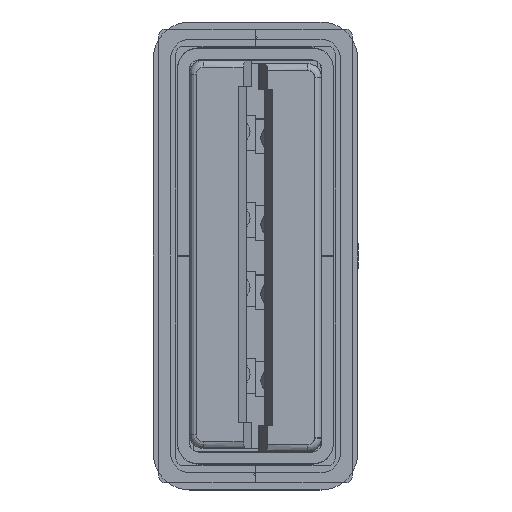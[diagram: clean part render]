
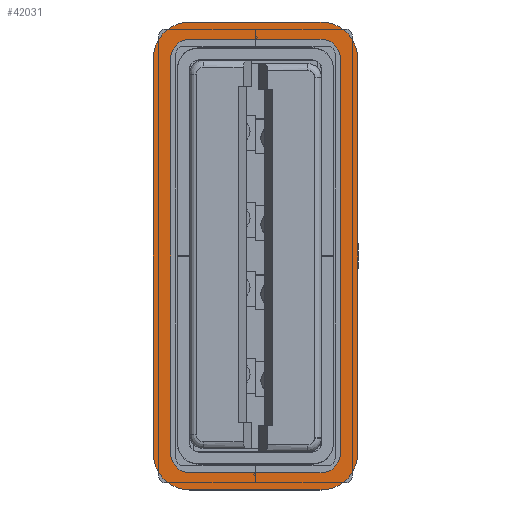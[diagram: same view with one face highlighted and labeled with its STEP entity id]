
A CAD part, left-side view. The second image highlights one B-rep face of the part: STEP entity #42031.
In plain terms, the highlighted face is planar.
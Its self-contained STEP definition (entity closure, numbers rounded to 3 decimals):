
#156 = CIRCLE ( 'NONE', #9031, 0.56 ) ;
#1470 = CARTESIAN_POINT ( 'NONE',  ( -6.75, 1.89, 0. ) ) ;
#1616 = DIRECTION ( 'NONE',  ( 1., 0., 0. ) ) ;
#1949 = DIRECTION ( 'NONE',  ( 1., 0., 0. ) ) ;
#2246 = DIRECTION ( 'NONE',  ( -1., 0., 0. ) ) ;
#2501 = CARTESIAN_POINT ( 'NONE',  ( 5.69, 2.45, 0. ) ) ;
#2524 = CIRCLE ( 'NONE', #53256, 0.56 ) ;
#2687 = DIRECTION ( 'NONE',  ( 1., 0., 0. ) ) ;
#3231 = CARTESIAN_POINT ( 'NONE',  ( -5.69, -2.95, 0. ) ) ;
#4299 = CARTESIAN_POINT ( 'NONE',  ( 5.69, -1.89, 0. ) ) ;
#4553 = EDGE_CURVE ( 'NONE', #47619, #62661, #20836, .T. ) ;
#5167 = CARTESIAN_POINT ( 'NONE',  ( 6.75, -1.89, 0. ) ) ;
#5178 = ORIENTED_EDGE ( 'NONE', *, *, #27326, .F. ) ;
#6217 = DIRECTION ( 'NONE',  ( 0., 0., 1. ) ) ;
#6387 = AXIS2_PLACEMENT_3D ( 'NONE', #23430, #6217, #90208 ) ;
#7825 = ORIENTED_EDGE ( 'NONE', *, *, #91913, .T. ) ;
#9031 = AXIS2_PLACEMENT_3D ( 'NONE', #36413, #95048, #1616 ) ;
#9792 = ORIENTED_EDGE ( 'NONE', *, *, #46820, .T. ) ;
#11537 = ORIENTED_EDGE ( 'NONE', *, *, #13400, .F. ) ;
#12735 = ORIENTED_EDGE ( 'NONE', *, *, #4553, .T. ) ;
#13400 = EDGE_CURVE ( 'NONE', #57306, #21949, #104108, .T. ) ;
#14169 = CARTESIAN_POINT ( 'NONE',  ( -5.69, 1.89, 0. ) ) ;
#14641 = VECTOR ( 'NONE', #55514, 1000. ) ;
#14999 = CARTESIAN_POINT ( 'NONE',  ( 5.69, -2.95, 0. ) ) ;
#16401 = EDGE_CURVE ( 'NONE', #58062, #65199, #90406, .T. ) ;
#17025 = EDGE_CURVE ( 'NONE', #106513, #47619, #94928, .T. ) ;
#18380 = EDGE_CURVE ( 'NONE', #62013, #61739, #27726, .T. ) ;
#19088 = VECTOR ( 'NONE', #77691, 1000. ) ;
#19322 = VECTOR ( 'NONE', #105460, 1000. ) ;
#20836 = LINE ( 'NONE', #68761, #49625 ) ;
#20860 = EDGE_CURVE ( 'NONE', #61739, #38375, #92811, .T. ) ;
#21949 = VERTEX_POINT ( 'NONE', #29713 ) ;
#23430 = CARTESIAN_POINT ( 'NONE',  ( 5.69, 1.89, 0. ) ) ;
#23609 = ORIENTED_EDGE ( 'NONE', *, *, #52956, .T. ) ;
#23736 = AXIS2_PLACEMENT_3D ( 'NONE', #14169, #31446, #48569 ) ;
#26514 = CARTESIAN_POINT ( 'NONE',  ( 5.69, -1.89, 0. ) ) ;
#26870 = DIRECTION ( 'NONE',  ( 0., 0., 1. ) ) ;
#27326 = EDGE_CURVE ( 'NONE', #21949, #58062, #2524, .T. ) ;
#27595 = VERTEX_POINT ( 'NONE', #83687 ) ;
#27726 = CIRCLE ( 'NONE', #6387, 1.06 ) ;
#28279 = ORIENTED_EDGE ( 'NONE', *, *, #18380, .T. ) ;
#28602 = ORIENTED_EDGE ( 'NONE', *, *, #58614, .F. ) ;
#28744 = AXIS2_PLACEMENT_3D ( 'NONE', #103524, #103178, #2687 ) ;
#29559 = CARTESIAN_POINT ( 'NONE',  ( -6.75, -1.89, 0. ) ) ;
#29713 = CARTESIAN_POINT ( 'NONE',  ( -5.69, 2.45, 0. ) ) ;
#30106 = VERTEX_POINT ( 'NONE', #5167 ) ;
#31446 = DIRECTION ( 'NONE',  ( 0., 0., 1. ) ) ;
#32775 = ORIENTED_EDGE ( 'NONE', *, *, #74643, .F. ) ;
#34152 = CARTESIAN_POINT ( 'NONE',  ( -5.69, -2.45, 0. ) ) ;
#36413 = CARTESIAN_POINT ( 'NONE',  ( -5.69, -1.89, 0. ) ) ;
#38333 = CARTESIAN_POINT ( 'NONE',  ( -5.69, 2.95, 0. ) ) ;
#38375 = VERTEX_POINT ( 'NONE', #104435 ) ;
#39090 = DIRECTION ( 'NONE',  ( 0., 0., 1. ) ) ;
#42031 = ADVANCED_FACE ( 'NONE', ( #47463, #57987 ), #62207, .F. ) ;
#43386 = AXIS2_PLACEMENT_3D ( 'NONE', #4299, #39090, #71327 ) ;
#43508 = CARTESIAN_POINT ( 'NONE',  ( 6.25, -1.89, 0. ) ) ;
#45638 = EDGE_LOOP ( 'NONE', ( #28279, #57144, #9792, #77064, #84005, #12735, #7825, #23609 ) ) ;
#46412 = EDGE_CURVE ( 'NONE', #66853, #106513, #86003, .T. ) ;
#46620 = CARTESIAN_POINT ( 'NONE',  ( -6.25, -1.89, 0. ) ) ;
#46820 = EDGE_CURVE ( 'NONE', #38375, #66853, #66111, .T. ) ;
#47463 = FACE_BOUND ( 'NONE', #51869, .T. ) ;
#47528 = AXIS2_PLACEMENT_3D ( 'NONE', #26514, #26870, #1949 ) ;
#47619 = VERTEX_POINT ( 'NONE', #3231 ) ;
#48569 = DIRECTION ( 'NONE',  ( 1., 0., 0. ) ) ;
#49390 = DIRECTION ( 'NONE',  ( -1., 0., 0. ) ) ;
#49625 = VECTOR ( 'NONE', #52213, 1000. ) ;
#51869 = EDGE_LOOP ( 'NONE', ( #80943, #52286, #62674, #5178, #11537, #28602, #32775, #70701 ) ) ;
#52213 = DIRECTION ( 'NONE',  ( 1., 0., 0. ) ) ;
#52286 = ORIENTED_EDGE ( 'NONE', *, *, #92738, .F. ) ;
#52956 = EDGE_CURVE ( 'NONE', #30106, #62013, #108631, .T. ) ;
#53256 = AXIS2_PLACEMENT_3D ( 'NONE', #105075, #54700, #96600 ) ;
#53573 = AXIS2_PLACEMENT_3D ( 'NONE', #61871, #78387, #2246 ) ;
#54700 = DIRECTION ( 'NONE',  ( 0., 0., 1. ) ) ;
#55514 = DIRECTION ( 'NONE',  ( 1., 0., 0. ) ) ;
#56890 = CARTESIAN_POINT ( 'NONE',  ( 6.75, 1.89, 0. ) ) ;
#57144 = ORIENTED_EDGE ( 'NONE', *, *, #20860, .T. ) ;
#57306 = VERTEX_POINT ( 'NONE', #2501 ) ;
#57987 = FACE_OUTER_BOUND ( 'NONE', #45638, .T. ) ;
#58062 = VERTEX_POINT ( 'NONE', #108321 ) ;
#58614 = EDGE_CURVE ( 'NONE', #27595, #57306, #75489, .T. ) ;
#61739 = VERTEX_POINT ( 'NONE', #63189 ) ;
#61828 = CARTESIAN_POINT ( 'NONE',  ( -5.69, 2.45, 0. ) ) ;
#61871 = CARTESIAN_POINT ( 'NONE',  ( 5.69, 1.89, 0. ) ) ;
#62013 = VERTEX_POINT ( 'NONE', #56890 ) ;
#62207 = PLANE ( 'NONE',  #53573 ) ;
#62661 = VERTEX_POINT ( 'NONE', #14999 ) ;
#62674 = ORIENTED_EDGE ( 'NONE', *, *, #16401, .F. ) ;
#63189 = CARTESIAN_POINT ( 'NONE',  ( 5.69, 2.95, 0. ) ) ;
#63939 = CARTESIAN_POINT ( 'NONE',  ( -5.69, -2.45, 0. ) ) ;
#64211 = CARTESIAN_POINT ( 'NONE',  ( 5.69, -2.45, 0. ) ) ;
#65199 = VERTEX_POINT ( 'NONE', #46620 ) ;
#66111 = CIRCLE ( 'NONE', #23736, 1.06 ) ;
#66853 = VERTEX_POINT ( 'NONE', #91009 ) ;
#68761 = CARTESIAN_POINT ( 'NONE',  ( -5.69, -2.95, 0. ) ) ;
#69944 = DIRECTION ( 'NONE',  ( -1., 0., 0. ) ) ;
#70701 = ORIENTED_EDGE ( 'NONE', *, *, #91107, .F. ) ;
#71327 = DIRECTION ( 'NONE',  ( 1., 0., 0. ) ) ;
#71542 = VERTEX_POINT ( 'NONE', #43508 ) ;
#72325 = CARTESIAN_POINT ( 'NONE',  ( 6.75, 1.89, 0. ) ) ;
#73114 = DIRECTION ( 'NONE',  ( 0., -1., 0. ) ) ;
#73865 = CIRCLE ( 'NONE', #47528, 0.56 ) ;
#74643 = EDGE_CURVE ( 'NONE', #71542, #27595, #108406, .T. ) ;
#75408 = VECTOR ( 'NONE', #102678, 1000. ) ;
#75489 = CIRCLE ( 'NONE', #95101, 0.56 ) ;
#77064 = ORIENTED_EDGE ( 'NONE', *, *, #46412, .T. ) ;
#77300 = VECTOR ( 'NONE', #73114, 1000. ) ;
#77691 = DIRECTION ( 'NONE',  ( 0., 1., 0. ) ) ;
#78387 = DIRECTION ( 'NONE',  ( 0., 0., -1. ) ) ;
#79344 = EDGE_CURVE ( 'NONE', #95989, #94214, #82833, .T. ) ;
#80861 = CARTESIAN_POINT ( 'NONE',  ( -6.25, 1.89, 0. ) ) ;
#80943 = ORIENTED_EDGE ( 'NONE', *, *, #79344, .F. ) ;
#82833 = LINE ( 'NONE', #63939, #14641 ) ;
#83687 = CARTESIAN_POINT ( 'NONE',  ( 6.25, 1.89, 0. ) ) ;
#84005 = ORIENTED_EDGE ( 'NONE', *, *, #17025, .T. ) ;
#85852 = CIRCLE ( 'NONE', #43386, 1.06 ) ;
#86003 = LINE ( 'NONE', #1470, #75408 ) ;
#90208 = DIRECTION ( 'NONE',  ( -1., 0., 0. ) ) ;
#90406 = LINE ( 'NONE', #80861, #77300 ) ;
#91009 = CARTESIAN_POINT ( 'NONE',  ( -6.75, 1.89, 0. ) ) ;
#91107 = EDGE_CURVE ( 'NONE', #94214, #71542, #73865, .T. ) ;
#91419 = VECTOR ( 'NONE', #96314, 1000. ) ;
#91913 = EDGE_CURVE ( 'NONE', #62661, #30106, #85852, .T. ) ;
#92738 = EDGE_CURVE ( 'NONE', #65199, #95989, #156, .T. ) ;
#92811 = LINE ( 'NONE', #38333, #91419 ) ;
#94214 = VERTEX_POINT ( 'NONE', #64211 ) ;
#94928 = CIRCLE ( 'NONE', #28744, 1.06 ) ;
#95048 = DIRECTION ( 'NONE',  ( 0., 0., 1. ) ) ;
#95101 = AXIS2_PLACEMENT_3D ( 'NONE', #99718, #107461, #49390 ) ;
#95989 = VERTEX_POINT ( 'NONE', #34152 ) ;
#96314 = DIRECTION ( 'NONE',  ( -1., 0., 0. ) ) ;
#96600 = DIRECTION ( 'NONE',  ( 1., 0., 0. ) ) ;
#99718 = CARTESIAN_POINT ( 'NONE',  ( 5.69, 1.89, 0. ) ) ;
#100086 = VECTOR ( 'NONE', #69944, 1000. ) ;
#102678 = DIRECTION ( 'NONE',  ( 0., -1., 0. ) ) ;
#102747 = CARTESIAN_POINT ( 'NONE',  ( 6.25, 1.89, 0. ) ) ;
#103178 = DIRECTION ( 'NONE',  ( 0., 0., 1. ) ) ;
#103524 = CARTESIAN_POINT ( 'NONE',  ( -5.69, -1.89, 0. ) ) ;
#104108 = LINE ( 'NONE', #61828, #100086 ) ;
#104435 = CARTESIAN_POINT ( 'NONE',  ( -5.69, 2.95, 0. ) ) ;
#105075 = CARTESIAN_POINT ( 'NONE',  ( -5.69, 1.89, 0. ) ) ;
#105460 = DIRECTION ( 'NONE',  ( 0., 1., 0. ) ) ;
#106513 = VERTEX_POINT ( 'NONE', #29559 ) ;
#107461 = DIRECTION ( 'NONE',  ( 0., 0., 1. ) ) ;
#108321 = CARTESIAN_POINT ( 'NONE',  ( -6.25, 1.89, 0. ) ) ;
#108406 = LINE ( 'NONE', #102747, #19088 ) ;
#108631 = LINE ( 'NONE', #72325, #19322 ) ;
